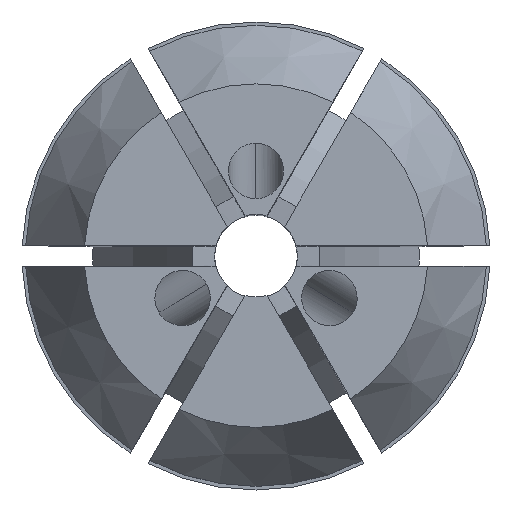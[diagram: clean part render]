
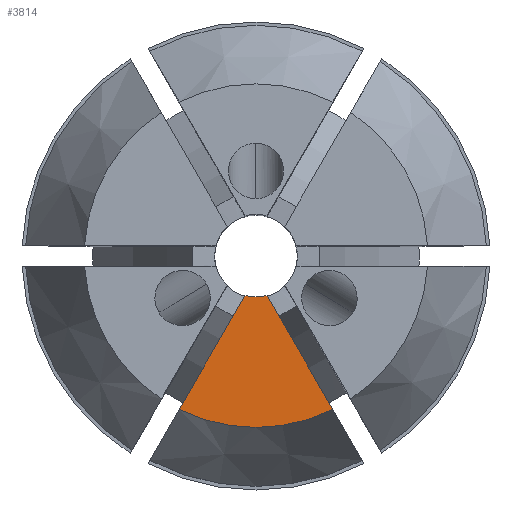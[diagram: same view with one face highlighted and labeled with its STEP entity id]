
A CAD part, top view. The second image highlights one B-rep face of the part: STEP entity #3814.
In plain terms, the highlighted planar face has unit normal (0, 0, 1).
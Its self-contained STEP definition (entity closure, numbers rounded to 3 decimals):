
#116 = CARTESIAN_POINT ( 'NONE',  ( 0., 0., 27.5 ) ) ;
#368 = DIRECTION ( 'NONE',  ( -0.5, -0.866, 0. ) ) ;
#437 = VERTEX_POINT ( 'NONE', #2676 ) ;
#572 = CIRCLE ( 'NONE', #2065, 6.24 ) ;
#610 = VECTOR ( 'NONE', #2072, 1000. ) ;
#858 = FACE_OUTER_BOUND ( 'NONE', #2586, .T. ) ;
#1120 = DIRECTION ( 'NONE',  ( 0., 0., 1. ) ) ;
#1124 = EDGE_CURVE ( 'NONE', #3443, #3010, #1735, .T. ) ;
#1417 = EDGE_CURVE ( 'NONE', #3443, #1991, #3726, .T. ) ;
#1454 = CARTESIAN_POINT ( 'NONE',  ( -2.79, -5.582, 27.5 ) ) ;
#1620 = EDGE_CURVE ( 'NONE', #437, #1991, #572, .T. ) ;
#1639 = DIRECTION ( 'NONE',  ( 0., 0., 1. ) ) ;
#1658 = CARTESIAN_POINT ( 'NONE',  ( -3.027, 4.493, 27.5 ) ) ;
#1731 = VECTOR ( 'NONE', #368, 1000. ) ;
#1735 = CIRCLE ( 'NONE', #2463, 1.5 ) ;
#1913 = CARTESIAN_POINT ( 'NONE',  ( 3.027, 4.493, 27.5 ) ) ;
#1991 = VERTEX_POINT ( 'NONE', #1454 ) ;
#2065 = AXIS2_PLACEMENT_3D ( 'NONE', #116, #3988, #2403 ) ;
#2072 = DIRECTION ( 'NONE',  ( 0.5, -0.866, 0. ) ) ;
#2382 = DIRECTION ( 'NONE',  ( 1., 0., 0. ) ) ;
#2395 = DIRECTION ( 'NONE',  ( 1., 0., 0. ) ) ;
#2403 = DIRECTION ( 'NONE',  ( -1., 0., 0. ) ) ;
#2463 = AXIS2_PLACEMENT_3D ( 'NONE', #3380, #1120, #2395 ) ;
#2586 = EDGE_LOOP ( 'NONE', ( #3156, #3427, #2710, #3302 ) ) ;
#2676 = CARTESIAN_POINT ( 'NONE',  ( 2.79, -5.582, 27.5 ) ) ;
#2710 = ORIENTED_EDGE ( 'NONE', *, *, #1620, .F. ) ;
#2721 = PLANE ( 'NONE',  #3448 ) ;
#2915 = LINE ( 'NONE', #1658, #610 ) ;
#2922 = CARTESIAN_POINT ( 'NONE',  ( 0., 6.24, 27.5 ) ) ;
#3010 = VERTEX_POINT ( 'NONE', #3945 ) ;
#3156 = ORIENTED_EDGE ( 'NONE', *, *, #1124, .F. ) ;
#3302 = ORIENTED_EDGE ( 'NONE', *, *, #3872, .F. ) ;
#3380 = CARTESIAN_POINT ( 'NONE',  ( 0., 0., 27.5 ) ) ;
#3427 = ORIENTED_EDGE ( 'NONE', *, *, #1417, .T. ) ;
#3443 = VERTEX_POINT ( 'NONE', #3887 ) ;
#3448 = AXIS2_PLACEMENT_3D ( 'NONE', #2922, #1639, #2382 ) ;
#3726 = LINE ( 'NONE', #1913, #1731 ) ;
#3814 = ADVANCED_FACE ( 'NONE', ( #858 ), #2721, .T. ) ;
#3872 = EDGE_CURVE ( 'NONE', #3010, #437, #2915, .T. ) ;
#3887 = CARTESIAN_POINT ( 'NONE',  ( -0.401, -1.445, 27.5 ) ) ;
#3945 = CARTESIAN_POINT ( 'NONE',  ( 0.401, -1.445, 27.5 ) ) ;
#3988 = DIRECTION ( 'NONE',  ( 0., 0., -1. ) ) ;
